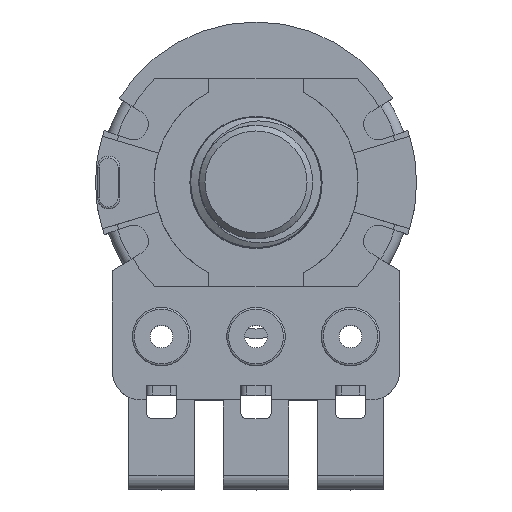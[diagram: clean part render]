
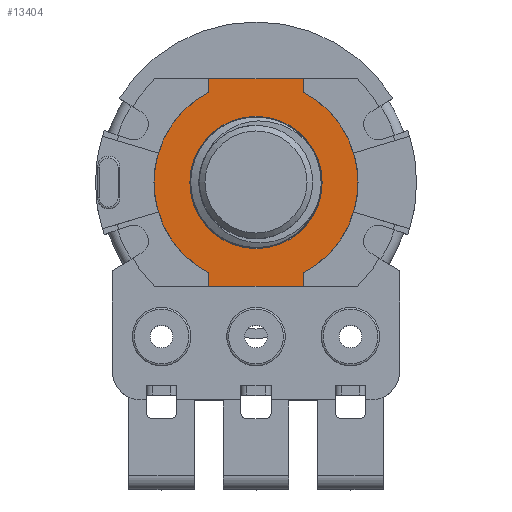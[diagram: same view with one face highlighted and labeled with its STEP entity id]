
A CAD part, top view. The second image highlights one B-rep face of the part: STEP entity #13404.
In plain terms, the highlighted planar face has unit normal (0, 0, 1).
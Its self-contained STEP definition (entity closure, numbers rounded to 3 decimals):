
#36=FACE_BOUND('',#1547,.T.);
#384=PLANE('',#14227);
#782=FACE_OUTER_BOUND('',#1546,.T.);
#1546=EDGE_LOOP('',(#9361,#9362,#9363,#9364,#9365,#9366,#9367,#9368));
#1547=EDGE_LOOP('',(#9369));
#2332=CIRCLE('',#14180,3.5);
#2340=CIRCLE('',#14198,5.4);
#2345=CIRCLE('',#14206,5.4);
#3270=LINE('',#19536,#4464);
#3272=LINE('',#19540,#4466);
#3274=LINE('',#19543,#4468);
#3275=LINE('',#19546,#4469);
#3277=LINE('',#19550,#4471);
#3279=LINE('',#19553,#4473);
#4464=VECTOR('',#15234,10.);
#4466=VECTOR('',#15238,10.);
#4468=VECTOR('',#15242,10.);
#4469=VECTOR('',#15245,10.);
#4471=VECTOR('',#15249,10.);
#4473=VECTOR('',#15253,10.);
#5644=VERTEX_POINT('',#19405);
#5670=VERTEX_POINT('',#19474);
#5671=VERTEX_POINT('',#19476);
#5677=VERTEX_POINT('',#19494);
#5678=VERTEX_POINT('',#19496);
#5689=VERTEX_POINT('',#19535);
#5690=VERTEX_POINT('',#19539);
#5691=VERTEX_POINT('',#19545);
#5692=VERTEX_POINT('',#19549);
#7053=EDGE_CURVE('',#5644,#5644,#2332,.T.);
#7086=EDGE_CURVE('',#5671,#5670,#2340,.T.);
#7096=EDGE_CURVE('',#5678,#5677,#2345,.T.);
#7116=EDGE_CURVE('',#5670,#5689,#3270,.T.);
#7118=EDGE_CURVE('',#5689,#5690,#3272,.T.);
#7120=EDGE_CURVE('',#5690,#5678,#3274,.T.);
#7121=EDGE_CURVE('',#5677,#5691,#3275,.T.);
#7123=EDGE_CURVE('',#5692,#5691,#3277,.T.);
#7125=EDGE_CURVE('',#5692,#5671,#3279,.T.);
#9361=ORIENTED_EDGE('',*,*,#7125,.T.);
#9362=ORIENTED_EDGE('',*,*,#7086,.T.);
#9363=ORIENTED_EDGE('',*,*,#7116,.T.);
#9364=ORIENTED_EDGE('',*,*,#7118,.T.);
#9365=ORIENTED_EDGE('',*,*,#7120,.T.);
#9366=ORIENTED_EDGE('',*,*,#7096,.T.);
#9367=ORIENTED_EDGE('',*,*,#7121,.T.);
#9368=ORIENTED_EDGE('',*,*,#7123,.F.);
#9369=ORIENTED_EDGE('',*,*,#7053,.T.);
#13404=ADVANCED_FACE('',(#782,#36),#384,.T.);
#14180=AXIS2_PLACEMENT_3D('',#19407,#15108,#15109);
#14198=AXIS2_PLACEMENT_3D('',#19477,#15169,#15170);
#14206=AXIS2_PLACEMENT_3D('',#19497,#15190,#15191);
#14227=AXIS2_PLACEMENT_3D('',#19554,#15254,#15255);
#15108=DIRECTION('center_axis',(0.,0.,-1.));
#15109=DIRECTION('ref_axis',(-1.,0.,0.));
#15169=DIRECTION('center_axis',(0.,0.,1.));
#15170=DIRECTION('ref_axis',(-0.463,0.886,0.));
#15190=DIRECTION('center_axis',(0.,0.,1.));
#15191=DIRECTION('ref_axis',(0.463,-0.886,0.));
#15234=DIRECTION('',(0.,-1.,0.));
#15238=DIRECTION('',(1.,0.,0.));
#15242=DIRECTION('',(0.,1.,0.));
#15245=DIRECTION('',(0.,1.,0.));
#15249=DIRECTION('',(1.,0.,0.));
#15253=DIRECTION('',(0.,-1.,0.));
#15254=DIRECTION('center_axis',(0.,0.,1.));
#15255=DIRECTION('ref_axis',(1.,0.,0.));
#19405=CARTESIAN_POINT('',(3.5,0.,10.7));
#19407=CARTESIAN_POINT('Origin',(0.,0.,10.7));
#19474=CARTESIAN_POINT('',(-2.5,-4.786,10.7));
#19476=CARTESIAN_POINT('',(-2.5,4.786,10.7));
#19477=CARTESIAN_POINT('Origin',(0.,0.,10.7));
#19494=CARTESIAN_POINT('',(2.5,4.786,10.7));
#19496=CARTESIAN_POINT('',(2.5,-4.786,10.7));
#19497=CARTESIAN_POINT('Origin',(0.,0.,10.7));
#19535=CARTESIAN_POINT('',(-2.5,-5.5,10.7));
#19536=CARTESIAN_POINT('',(-2.5,-4.786,10.7));
#19539=CARTESIAN_POINT('',(2.5,-5.5,10.7));
#19540=CARTESIAN_POINT('',(-10.,-5.5,10.7));
#19543=CARTESIAN_POINT('',(2.5,-5.5,10.7));
#19545=CARTESIAN_POINT('',(2.5,5.5,10.7));
#19546=CARTESIAN_POINT('',(2.5,4.786,10.7));
#19549=CARTESIAN_POINT('',(-2.5,5.5,10.7));
#19550=CARTESIAN_POINT('',(-10.,5.5,10.7));
#19553=CARTESIAN_POINT('',(-2.5,5.5,10.7));
#19554=CARTESIAN_POINT('Origin',(0.,0.,10.7));
